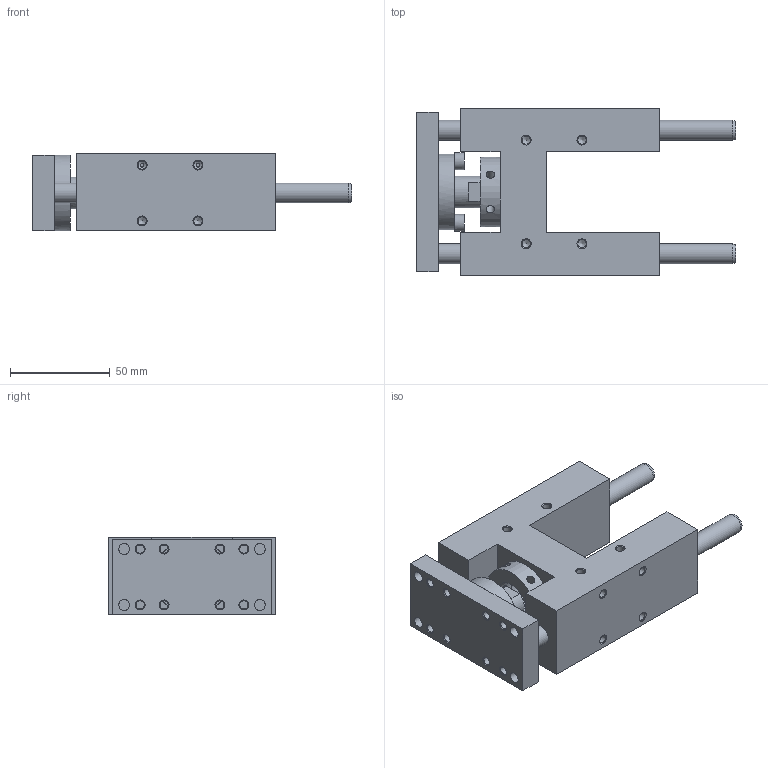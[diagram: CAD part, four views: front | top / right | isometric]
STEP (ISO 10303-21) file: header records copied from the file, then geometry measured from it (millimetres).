
FILE_DESCRIPTION( ( 'STEP AP203' ), '1' );
FILE_NAME( '3230_10.step', '2003-09-03T06:26:04', ( ' ' ), ( ' ' ), 'XStep 1.0', ' ', ' ' );
FILE_SCHEMA( ( 'CONFIG_CONTROL_DESIGN' ) );
Length unit declared in the file: metre
Products named in the file (2): 1; 2
Bounding box: 160 x 84 x 39 mm (x, y, z)
Volume: 250276.1 mm3; surface area: 66228.8 mm2
Topology: 2 solids, 5 shells, 180 faces, 471 edges, 305 vertices
Faces by surface type: cylinder 69, plane 61, cone 50
Full cylindrical faces by diameter (mm): 4.134 x36, 4.2 x6, 5 x4, 5.5 x6, 8.5 x2, 8.647 x2, 10 x4, 16 x1, 18 x1, 20.376 x2, 22.8 x1, 25 x2, 35 x1, 38 x1
Entity records: 5279 total; most frequent: CARTESIAN_POINT 1518, DIRECTION 784, ORIENTED_EDGE 550, EDGE_LOOP 360, AXIS2_PLACEMENT_3D 345, EDGE_CURVE 275, FACE_OUTER_BOUND 249, VERTEX_POINT 239
